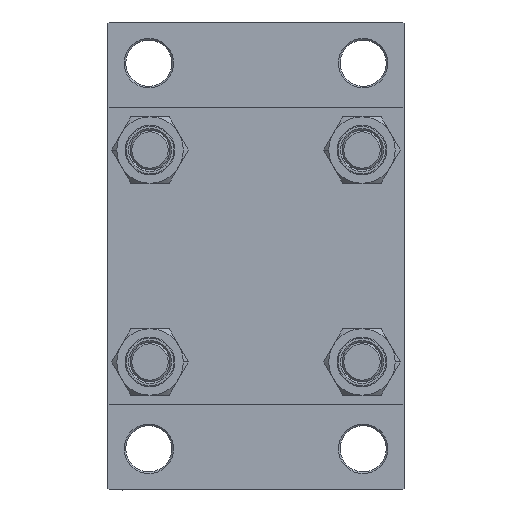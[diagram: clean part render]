
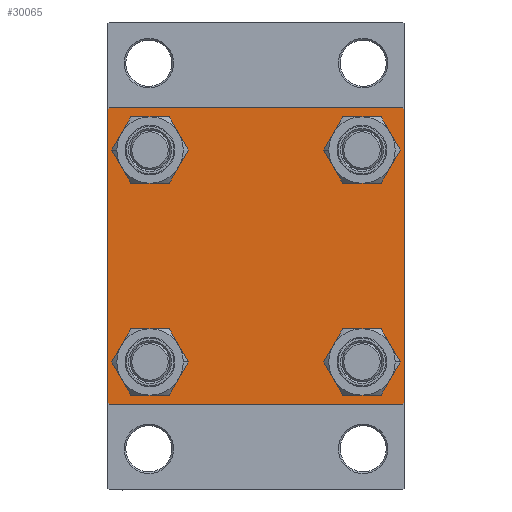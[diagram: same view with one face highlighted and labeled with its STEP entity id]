
A CAD part, left-side view. The second image highlights one B-rep face of the part: STEP entity #30065.
In plain terms, the highlighted planar face has unit normal (-1, 0, 0).
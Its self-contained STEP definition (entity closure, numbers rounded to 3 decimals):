
#291 = ORIENTED_EDGE ( 'NONE', *, *, #21689, .T. ) ;
#521 = CARTESIAN_POINT ( 'NONE',  ( 0., 45., 44.5 ) ) ;
#648 = CARTESIAN_POINT ( 'NONE',  ( 0., -44.5, -45. ) ) ;
#710 = DIRECTION ( 'NONE',  ( 0., -0.707, -0.707 ) ) ;
#810 = EDGE_CURVE ( 'NONE', #31388, #10042, #5148, .T. ) ;
#828 = ORIENTED_EDGE ( 'NONE', *, *, #10884, .T. ) ;
#1037 = DIRECTION ( 'NONE',  ( 0., 0.707, 0.707 ) ) ;
#1185 = CARTESIAN_POINT ( 'NONE',  ( 0., 44.75, -44.75 ) ) ;
#1732 = EDGE_LOOP ( 'NONE', ( #18023, #20611, #5337, #17278, #9823, #22676, #15675, #33043 ) ) ;
#2260 = CARTESIAN_POINT ( 'NONE',  ( 0., 32.15, 38.65 ) ) ;
#2546 = EDGE_CURVE ( 'NONE', #35416, #19472, #40806, .T. ) ;
#2570 = CARTESIAN_POINT ( 'NONE',  ( 0., -32.15, 32.15 ) ) ;
#3974 = EDGE_CURVE ( 'NONE', #15056, #47016, #16997, .T. ) ;
#4105 = VECTOR ( 'NONE', #38704, 1000. ) ;
#4176 = CARTESIAN_POINT ( 'NONE',  ( 0., 32.15, -25.65 ) ) ;
#4443 = CARTESIAN_POINT ( 'NONE',  ( 0., 45., -44.5 ) ) ;
#4694 = DIRECTION ( 'NONE',  ( -1., 0., 0. ) ) ;
#5071 = DIRECTION ( 'NONE',  ( 1., 0., 0. ) ) ;
#5148 = LINE ( 'NONE', #9459, #36180 ) ;
#5315 = DIRECTION ( 'NONE',  ( 1., 0., 0. ) ) ;
#5337 = ORIENTED_EDGE ( 'NONE', *, *, #810, .T. ) ;
#5630 = LINE ( 'NONE', #24076, #4105 ) ;
#5849 = EDGE_CURVE ( 'NONE', #6404, #16793, #15677, .T. ) ;
#5883 = VECTOR ( 'NONE', #18443, 1000. ) ;
#5945 = EDGE_LOOP ( 'NONE', ( #30872, #39990 ) ) ;
#6023 = DIRECTION ( 'NONE',  ( 0., 0., 1. ) ) ;
#6037 = DIRECTION ( 'NONE',  ( 0., 0., 1. ) ) ;
#6404 = VERTEX_POINT ( 'NONE', #26501 ) ;
#6724 = EDGE_CURVE ( 'NONE', #6404, #26764, #33883, .T. ) ;
#6770 = DIRECTION ( 'NONE',  ( 0., 0., 1. ) ) ;
#7634 = VERTEX_POINT ( 'NONE', #4176 ) ;
#8534 = VERTEX_POINT ( 'NONE', #9428 ) ;
#8705 = ORIENTED_EDGE ( 'NONE', *, *, #28784, .T. ) ;
#9036 = VERTEX_POINT ( 'NONE', #36318 ) ;
#9428 = CARTESIAN_POINT ( 'NONE',  ( 0., 32.15, 25.65 ) ) ;
#9459 = CARTESIAN_POINT ( 'NONE',  ( 0., 45., -45. ) ) ;
#9694 = CARTESIAN_POINT ( 'NONE',  ( 0., 44.5, 45. ) ) ;
#9810 = DIRECTION ( 'NONE',  ( 0., 0., 1. ) ) ;
#9823 = ORIENTED_EDGE ( 'NONE', *, *, #5849, .F. ) ;
#10042 = VERTEX_POINT ( 'NONE', #648 ) ;
#10079 = EDGE_CURVE ( 'NONE', #19472, #35416, #10459, .T. ) ;
#10376 = CARTESIAN_POINT ( 'NONE',  ( 0., -32.15, -32.15 ) ) ;
#10459 = CIRCLE ( 'NONE', #28808, 6.5 ) ;
#10884 = EDGE_CURVE ( 'NONE', #41117, #9036, #15037, .T. ) ;
#11108 = VECTOR ( 'NONE', #34454, 1000. ) ;
#11496 = CARTESIAN_POINT ( 'NONE',  ( 0., 44.75, 44.75 ) ) ;
#11760 = AXIS2_PLACEMENT_3D ( 'NONE', #37056, #4694, #30572 ) ;
#12023 = EDGE_CURVE ( 'NONE', #46195, #15056, #25611, .T. ) ;
#13115 = CARTESIAN_POINT ( 'NONE',  ( 0., -32.15, 32.15 ) ) ;
#14168 = VECTOR ( 'NONE', #1037, 1000. ) ;
#14170 = VECTOR ( 'NONE', #710, 1000. ) ;
#15037 = CIRCLE ( 'NONE', #41047, 6.5 ) ;
#15056 = VERTEX_POINT ( 'NONE', #521 ) ;
#15219 = DIRECTION ( 'NONE',  ( 0., 0., 1. ) ) ;
#15262 = FACE_BOUND ( 'NONE', #26793, .T. ) ;
#15675 = ORIENTED_EDGE ( 'NONE', *, *, #33133, .F. ) ;
#15677 = LINE ( 'NONE', #23073, #15693 ) ;
#15693 = VECTOR ( 'NONE', #33639, 1000. ) ;
#15740 = FACE_BOUND ( 'NONE', #5945, .T. ) ;
#15985 = PLANE ( 'NONE',  #11760 ) ;
#16213 = FACE_OUTER_BOUND ( 'NONE', #1732, .T. ) ;
#16490 = CARTESIAN_POINT ( 'NONE',  ( 0., 32.15, -38.65 ) ) ;
#16793 = VERTEX_POINT ( 'NONE', #23368 ) ;
#16997 = LINE ( 'NONE', #23684, #27060 ) ;
#17210 = DIRECTION ( 'NONE',  ( 0., 0., 1. ) ) ;
#17278 = ORIENTED_EDGE ( 'NONE', *, *, #30320, .T. ) ;
#18023 = ORIENTED_EDGE ( 'NONE', *, *, #3974, .T. ) ;
#18443 = DIRECTION ( 'NONE',  ( 0., 0.707, -0.707 ) ) ;
#18594 = CIRCLE ( 'NONE', #27784, 6.5 ) ;
#18630 = AXIS2_PLACEMENT_3D ( 'NONE', #2570, #39246, #17210 ) ;
#18797 = ORIENTED_EDGE ( 'NONE', *, *, #35327, .T. ) ;
#18942 = LINE ( 'NONE', #1185, #14170 ) ;
#19472 = VERTEX_POINT ( 'NONE', #35514 ) ;
#20242 = CARTESIAN_POINT ( 'NONE',  ( 0., -32.15, -25.65 ) ) ;
#20524 = DIRECTION ( 'NONE',  ( 0., 0., 1. ) ) ;
#20611 = ORIENTED_EDGE ( 'NONE', *, *, #32741, .T. ) ;
#20753 = AXIS2_PLACEMENT_3D ( 'NONE', #10376, #24976, #6770 ) ;
#21532 = CARTESIAN_POINT ( 'NONE',  ( 0., 32.15, 32.15 ) ) ;
#21619 = EDGE_LOOP ( 'NONE', ( #34035, #18797 ) ) ;
#21689 = EDGE_CURVE ( 'NONE', #9036, #41117, #24580, .T. ) ;
#22676 = ORIENTED_EDGE ( 'NONE', *, *, #6724, .T. ) ;
#22899 = FACE_BOUND ( 'NONE', #23766, .T. ) ;
#23073 = CARTESIAN_POINT ( 'NONE',  ( 0., -45., 45. ) ) ;
#23368 = CARTESIAN_POINT ( 'NONE',  ( 0., -45., -44.5 ) ) ;
#23684 = CARTESIAN_POINT ( 'NONE',  ( 0., 45., 45. ) ) ;
#23766 = EDGE_LOOP ( 'NONE', ( #28261, #8705 ) ) ;
#23888 = CARTESIAN_POINT ( 'NONE',  ( 0., 45., 45. ) ) ;
#24076 = CARTESIAN_POINT ( 'NONE',  ( 0., -44.75, -44.75 ) ) ;
#24580 = CIRCLE ( 'NONE', #20753, 6.5 ) ;
#24676 = CIRCLE ( 'NONE', #33875, 6.5 ) ;
#24976 = DIRECTION ( 'NONE',  ( 1., 0., 0. ) ) ;
#25611 = LINE ( 'NONE', #11496, #5883 ) ;
#25693 = CIRCLE ( 'NONE', #26436, 6.5 ) ;
#26429 = AXIS2_PLACEMENT_3D ( 'NONE', #21532, #27769, #9810 ) ;
#26436 = AXIS2_PLACEMENT_3D ( 'NONE', #40372, #43967, #15219 ) ;
#26501 = CARTESIAN_POINT ( 'NONE',  ( 0., -45., 44.5 ) ) ;
#26764 = VERTEX_POINT ( 'NONE', #43245 ) ;
#26793 = EDGE_LOOP ( 'NONE', ( #828, #291 ) ) ;
#27060 = VECTOR ( 'NONE', #27518, 1000. ) ;
#27186 = DIRECTION ( 'NONE',  ( 0., -1., 0. ) ) ;
#27518 = DIRECTION ( 'NONE',  ( 0., 0., -1. ) ) ;
#27699 = DIRECTION ( 'NONE',  ( 1., 0., 0. ) ) ;
#27769 = DIRECTION ( 'NONE',  ( 1., 0., 0. ) ) ;
#27784 = AXIS2_PLACEMENT_3D ( 'NONE', #31660, #5315, #6023 ) ;
#27885 = EDGE_CURVE ( 'NONE', #7634, #37078, #24676, .T. ) ;
#28261 = ORIENTED_EDGE ( 'NONE', *, *, #27885, .T. ) ;
#28784 = EDGE_CURVE ( 'NONE', #37078, #7634, #18594, .T. ) ;
#28808 = AXIS2_PLACEMENT_3D ( 'NONE', #13115, #27699, #20524 ) ;
#29339 = CARTESIAN_POINT ( 'NONE',  ( 0., -32.15, 25.65 ) ) ;
#30065 = ADVANCED_FACE ( 'NONE', ( #15740, #15262, #22899, #41124, #16213 ), #15985, .T. ) ;
#30225 = CARTESIAN_POINT ( 'NONE',  ( 0., 32.15, -32.15 ) ) ;
#30320 = EDGE_CURVE ( 'NONE', #10042, #16793, #5630, .T. ) ;
#30526 = CARTESIAN_POINT ( 'NONE',  ( 0., 44.5, -45. ) ) ;
#30572 = DIRECTION ( 'NONE',  ( 0., 0., 1. ) ) ;
#30872 = ORIENTED_EDGE ( 'NONE', *, *, #10079, .T. ) ;
#31388 = VERTEX_POINT ( 'NONE', #30526 ) ;
#31660 = CARTESIAN_POINT ( 'NONE',  ( 0., 32.15, -32.15 ) ) ;
#32741 = EDGE_CURVE ( 'NONE', #47016, #31388, #18942, .T. ) ;
#33043 = ORIENTED_EDGE ( 'NONE', *, *, #12023, .T. ) ;
#33133 = EDGE_CURVE ( 'NONE', #46195, #26764, #34928, .T. ) ;
#33639 = DIRECTION ( 'NONE',  ( 0., 0., -1. ) ) ;
#33875 = AXIS2_PLACEMENT_3D ( 'NONE', #30225, #5071, #44856 ) ;
#33883 = LINE ( 'NONE', #37243, #14168 ) ;
#34035 = ORIENTED_EDGE ( 'NONE', *, *, #38576, .T. ) ;
#34454 = DIRECTION ( 'NONE',  ( 0., -1., 0. ) ) ;
#34928 = LINE ( 'NONE', #23888, #11108 ) ;
#35327 = EDGE_CURVE ( 'NONE', #8534, #36200, #25693, .T. ) ;
#35416 = VERTEX_POINT ( 'NONE', #29339 ) ;
#35514 = CARTESIAN_POINT ( 'NONE',  ( 0., -32.15, 38.65 ) ) ;
#36180 = VECTOR ( 'NONE', #27186, 1000. ) ;
#36200 = VERTEX_POINT ( 'NONE', #2260 ) ;
#36318 = CARTESIAN_POINT ( 'NONE',  ( 0., -32.15, -38.65 ) ) ;
#37056 = CARTESIAN_POINT ( 'NONE',  ( 0., 0., 0. ) ) ;
#37078 = VERTEX_POINT ( 'NONE', #16490 ) ;
#37243 = CARTESIAN_POINT ( 'NONE',  ( 0., -44.75, 44.75 ) ) ;
#38576 = EDGE_CURVE ( 'NONE', #36200, #8534, #47114, .T. ) ;
#38704 = DIRECTION ( 'NONE',  ( 0., -0.707, 0.707 ) ) ;
#39246 = DIRECTION ( 'NONE',  ( 1., 0., 0. ) ) ;
#39990 = ORIENTED_EDGE ( 'NONE', *, *, #2546, .T. ) ;
#40372 = CARTESIAN_POINT ( 'NONE',  ( 0., 32.15, 32.15 ) ) ;
#40806 = CIRCLE ( 'NONE', #18630, 6.5 ) ;
#41047 = AXIS2_PLACEMENT_3D ( 'NONE', #42952, #46068, #6037 ) ;
#41117 = VERTEX_POINT ( 'NONE', #20242 ) ;
#41124 = FACE_BOUND ( 'NONE', #21619, .T. ) ;
#42952 = CARTESIAN_POINT ( 'NONE',  ( 0., -32.15, -32.15 ) ) ;
#43245 = CARTESIAN_POINT ( 'NONE',  ( 0., -44.5, 45. ) ) ;
#43967 = DIRECTION ( 'NONE',  ( 1., 0., 0. ) ) ;
#44856 = DIRECTION ( 'NONE',  ( 0., 0., 1. ) ) ;
#46068 = DIRECTION ( 'NONE',  ( 1., 0., 0. ) ) ;
#46195 = VERTEX_POINT ( 'NONE', #9694 ) ;
#47016 = VERTEX_POINT ( 'NONE', #4443 ) ;
#47114 = CIRCLE ( 'NONE', #26429, 6.5 ) ;
